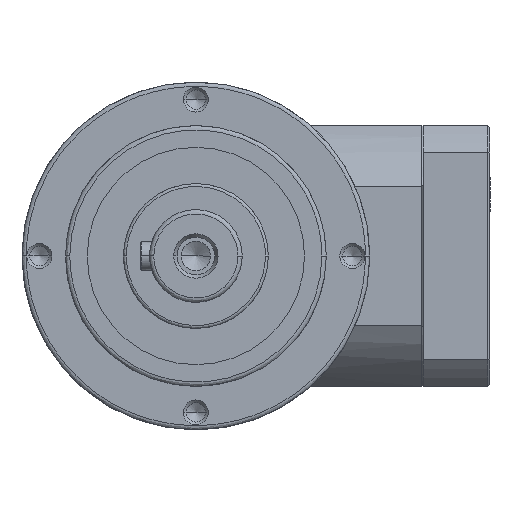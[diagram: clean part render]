
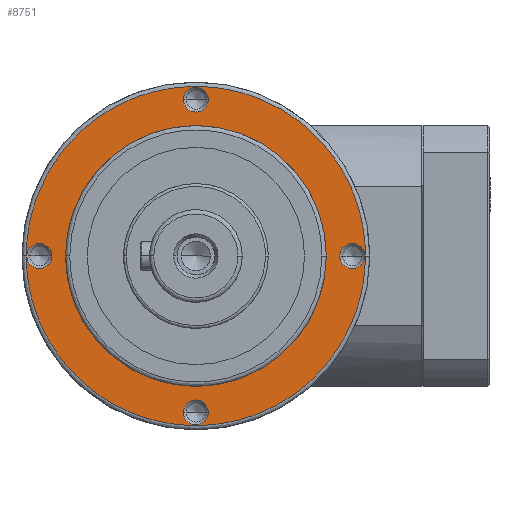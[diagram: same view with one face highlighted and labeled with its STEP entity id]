
A CAD part, left-side view. The second image highlights one B-rep face of the part: STEP entity #8751.
In plain terms, the highlighted face is planar.
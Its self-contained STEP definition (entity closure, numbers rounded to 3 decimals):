
#424 = DIRECTION ( 'NONE',  ( 1., 0., 0. ) ) ;
#1298 = EDGE_CURVE ( 'NONE', #27471, #5406, #15567, .T. ) ;
#1454 = CARTESIAN_POINT ( 'NONE',  ( 45., 0., 64. ) ) ;
#2226 = DIRECTION ( 'NONE',  ( 0., 0., -1. ) ) ;
#2228 = CARTESIAN_POINT ( 'NONE',  ( 4.324, 54., 64. ) ) ;
#2372 = CARTESIAN_POINT ( 'NONE',  ( 58.5, 0., 64. ) ) ;
#2700 = FACE_BOUND ( 'NONE', #27380, .T. ) ;
#2911 = VERTEX_POINT ( 'NONE', #16863 ) ;
#3390 = EDGE_CURVE ( 'NONE', #7844, #20214, #25495, .T. ) ;
#3568 = CARTESIAN_POINT ( 'NONE',  ( -58.324, 0., 64. ) ) ;
#3666 = VERTEX_POINT ( 'NONE', #20776 ) ;
#4605 = DIRECTION ( 'NONE',  ( 0., 0., -1. ) ) ;
#4764 = CARTESIAN_POINT ( 'NONE',  ( 58.5, 0., 64. ) ) ;
#5062 = ORIENTED_EDGE ( 'NONE', *, *, #20964, .T. ) ;
#5184 = AXIS2_PLACEMENT_3D ( 'NONE', #27111, #26737, #26545 ) ;
#5361 = DIRECTION ( 'NONE',  ( 0., 0., -1. ) ) ;
#5406 = VERTEX_POINT ( 'NONE', #11524 ) ;
#6089 = ORIENTED_EDGE ( 'NONE', *, *, #1298, .T. ) ;
#6897 = CARTESIAN_POINT ( 'NONE',  ( 58.5, 0., 64. ) ) ;
#6921 = AXIS2_PLACEMENT_3D ( 'NONE', #20593, #7168, #22738 ) ;
#6948 = VERTEX_POINT ( 'NONE', #1454 ) ;
#7128 = AXIS2_PLACEMENT_3D ( 'NONE', #15577, #2226, #17757 ) ;
#7168 = DIRECTION ( 'NONE',  ( 0., 0., -1. ) ) ;
#7844 = VERTEX_POINT ( 'NONE', #19602 ) ;
#7900 = FACE_BOUND ( 'NONE', #15404, .T. ) ;
#8056 = DIRECTION ( 'NONE',  ( 0., 0., -1. ) ) ;
#8254 = EDGE_LOOP ( 'NONE', ( #13689, #18801 ) ) ;
#8578 = CARTESIAN_POINT ( 'NONE',  ( -58.5, 0., 64. ) ) ;
#8751 = ADVANCED_FACE ( 'NONE', ( #2700, #7900, #19848, #24973, #19100, #13246 ), #9672, .T. ) ;
#8808 = CIRCLE ( 'NONE', #16747, 45. ) ;
#9195 = DIRECTION ( 'NONE',  ( 1., 0., 0. ) ) ;
#9219 = DIRECTION ( 'NONE',  ( 0., 0., -1. ) ) ;
#9223 = DIRECTION ( 'NONE',  ( 0., 0., 1. ) ) ;
#9225 = CARTESIAN_POINT ( 'NONE',  ( 0., 0., 64. ) ) ;
#9672 = PLANE ( 'NONE',  #20889 ) ;
#9988 = EDGE_LOOP ( 'NONE', ( #14072, #25478 ) ) ;
#10779 = CARTESIAN_POINT ( 'NONE',  ( 0., 0., 64. ) ) ;
#10811 = CIRCLE ( 'NONE', #27611, 4.324 ) ;
#11164 = VERTEX_POINT ( 'NONE', #8578 ) ;
#11297 = CARTESIAN_POINT ( 'NONE',  ( -58.5, 117., 64. ) ) ;
#11488 = AXIS2_PLACEMENT_3D ( 'NONE', #27094, #13861, #424 ) ;
#11524 = CARTESIAN_POINT ( 'NONE',  ( -4.324, 54., 64. ) ) ;
#11562 = CARTESIAN_POINT ( 'NONE',  ( -58.5, -117., 64. ) ) ;
#12489 =( BOUNDED_CURVE ( )  B_SPLINE_CURVE ( 3, ( #26814, #11297, #15721, #2372 ),
 .UNSPECIFIED., .F., .F. ) 
 B_SPLINE_CURVE_WITH_KNOTS ( ( 4, 4 ),
 ( 0.5, 1. ),
 .UNSPECIFIED. ) 
 CURVE ( )  GEOMETRIC_REPRESENTATION_ITEM ( )  RATIONAL_B_SPLINE_CURVE ( ( 1., 0.333, 0.333, 1. ) ) 
 REPRESENTATION_ITEM ( '' )  );
#12961 = VERTEX_POINT ( 'NONE', #28315 ) ;
#13055 = DIRECTION ( 'NONE',  ( -1., 0., 0. ) ) ;
#13246 = FACE_BOUND ( 'NONE', #16989, .T. ) ;
#13514 = CIRCLE ( 'NONE', #27099, 45. ) ;
#13689 = ORIENTED_EDGE ( 'NONE', *, *, #28562, .T. ) ;
#13709 = CIRCLE ( 'NONE', #7128, 4.324 ) ;
#13861 = DIRECTION ( 'NONE',  ( 0., 0., -1. ) ) ;
#14072 = ORIENTED_EDGE ( 'NONE', *, *, #22206, .F. ) ;
#14671 = CARTESIAN_POINT ( 'NONE',  ( -4.324, -54., 64. ) ) ;
#14952 = CIRCLE ( 'NONE', #11488, 4.324 ) ;
#15404 = EDGE_LOOP ( 'NONE', ( #26455, #24813 ) ) ;
#15567 = CIRCLE ( 'NONE', #26106, 4.324 ) ;
#15577 = CARTESIAN_POINT ( 'NONE',  ( 54., 0., 64. ) ) ;
#15721 = CARTESIAN_POINT ( 'NONE',  ( 58.5, 117., 64. ) ) ;
#16688 = CIRCLE ( 'NONE', #19083, 4.324 ) ;
#16747 = AXIS2_PLACEMENT_3D ( 'NONE', #17899, #4605, #20238 ) ;
#16863 = CARTESIAN_POINT ( 'NONE',  ( 49.676, 0., 64. ) ) ;
#16989 = EDGE_LOOP ( 'NONE', ( #25674, #20858 ) ) ;
#17757 = DIRECTION ( 'NONE',  ( 1., 0., 0. ) ) ;
#17899 = CARTESIAN_POINT ( 'NONE',  ( 0., 0., 64. ) ) ;
#18696 = CARTESIAN_POINT ( 'NONE',  ( -54., 0., 64. ) ) ;
#18801 = ORIENTED_EDGE ( 'NONE', *, *, #21132, .T. ) ;
#19083 = AXIS2_PLACEMENT_3D ( 'NONE', #22549, #9219, #24775 ) ;
#19100 = FACE_BOUND ( 'NONE', #21439, .T. ) ;
#19602 = CARTESIAN_POINT ( 'NONE',  ( 4.324, -54., 64. ) ) ;
#19848 = FACE_OUTER_BOUND ( 'NONE', #9988, .T. ) ;
#20214 = VERTEX_POINT ( 'NONE', #14671 ) ;
#20224 = EDGE_CURVE ( 'NONE', #20214, #7844, #23464, .T. ) ;
#20238 = DIRECTION ( 'NONE',  ( -1., 0., 0. ) ) ;
#20421 = CARTESIAN_POINT ( 'NONE',  ( 58.5, -117., 64. ) ) ;
#20503 = EDGE_CURVE ( 'NONE', #23702, #11164, #26542, .T. ) ;
#20593 = CARTESIAN_POINT ( 'NONE',  ( 0., 54., 64. ) ) ;
#20776 = CARTESIAN_POINT ( 'NONE',  ( -49.676, 0., 64. ) ) ;
#20858 = ORIENTED_EDGE ( 'NONE', *, *, #20224, .T. ) ;
#20889 = AXIS2_PLACEMENT_3D ( 'NONE', #9225, #9223, #9195 ) ;
#20964 = EDGE_CURVE ( 'NONE', #5406, #27471, #25163, .T. ) ;
#21026 = DIRECTION ( 'NONE',  ( 1., 0., 0. ) ) ;
#21132 = EDGE_CURVE ( 'NONE', #6948, #27226, #8808, .T. ) ;
#21439 = EDGE_LOOP ( 'NONE', ( #6089, #5062 ) ) ;
#21484 = CARTESIAN_POINT ( 'NONE',  ( 0., -54., 64. ) ) ;
#21655 = EDGE_CURVE ( 'NONE', #2911, #12961, #13709, .T. ) ;
#21695 = EDGE_CURVE ( 'NONE', #21930, #3666, #16688, .T. ) ;
#21930 = VERTEX_POINT ( 'NONE', #3568 ) ;
#22206 = EDGE_CURVE ( 'NONE', #11164, #23702, #12489, .T. ) ;
#22549 = CARTESIAN_POINT ( 'NONE',  ( -54., 0., 64. ) ) ;
#22738 = DIRECTION ( 'NONE',  ( 1., 0., 0. ) ) ;
#23464 = CIRCLE ( 'NONE', #27594, 4.324 ) ;
#23644 = DIRECTION ( 'NONE',  ( 1., 0., 0. ) ) ;
#23702 = VERTEX_POINT ( 'NONE', #6897 ) ;
#24775 = DIRECTION ( 'NONE',  ( 1., 0., 0. ) ) ;
#24813 = ORIENTED_EDGE ( 'NONE', *, *, #21655, .T. ) ;
#24973 = FACE_BOUND ( 'NONE', #8254, .T. ) ;
#25163 = CIRCLE ( 'NONE', #6921, 4.324 ) ;
#25478 = ORIENTED_EDGE ( 'NONE', *, *, #20503, .F. ) ;
#25495 = CIRCLE ( 'NONE', #5184, 4.324 ) ;
#25567 = CARTESIAN_POINT ( 'NONE',  ( -45., 0., 64. ) ) ;
#25662 = ORIENTED_EDGE ( 'NONE', *, *, #21695, .T. ) ;
#25674 = ORIENTED_EDGE ( 'NONE', *, *, #3390, .T. ) ;
#25774 = ORIENTED_EDGE ( 'NONE', *, *, #27113, .T. ) ;
#26106 = AXIS2_PLACEMENT_3D ( 'NONE', #27105, #27073, #27040 ) ;
#26292 = DIRECTION ( 'NONE',  ( 0., 0., -1. ) ) ;
#26455 = ORIENTED_EDGE ( 'NONE', *, *, #27853, .T. ) ;
#26542 =( BOUNDED_CURVE ( )  B_SPLINE_CURVE ( 3, ( #4764, #20421, #11562, #27048 ),
 .UNSPECIFIED., .F., .T. ) 
 B_SPLINE_CURVE_WITH_KNOTS ( ( 4, 4 ),
 ( 0., 0.5 ),
 .UNSPECIFIED. ) 
 CURVE ( )  GEOMETRIC_REPRESENTATION_ITEM ( )  RATIONAL_B_SPLINE_CURVE ( ( 1., 0.333, 0.333, 1. ) ) 
 REPRESENTATION_ITEM ( '' )  );
#26545 = DIRECTION ( 'NONE',  ( 1., 0., 0. ) ) ;
#26737 = DIRECTION ( 'NONE',  ( 0., 0., -1. ) ) ;
#26814 = CARTESIAN_POINT ( 'NONE',  ( -58.5, 0., 64. ) ) ;
#27040 = DIRECTION ( 'NONE',  ( 1., 0., 0. ) ) ;
#27048 = CARTESIAN_POINT ( 'NONE',  ( -58.5, 0., 64. ) ) ;
#27073 = DIRECTION ( 'NONE',  ( 0., 0., -1. ) ) ;
#27094 = CARTESIAN_POINT ( 'NONE',  ( 54., 0., 64. ) ) ;
#27099 = AXIS2_PLACEMENT_3D ( 'NONE', #10779, #26292, #13055 ) ;
#27105 = CARTESIAN_POINT ( 'NONE',  ( 0., 54., 64. ) ) ;
#27111 = CARTESIAN_POINT ( 'NONE',  ( 0., -54., 64. ) ) ;
#27113 = EDGE_CURVE ( 'NONE', #3666, #21930, #10811, .T. ) ;
#27226 = VERTEX_POINT ( 'NONE', #25567 ) ;
#27380 = EDGE_LOOP ( 'NONE', ( #25774, #25662 ) ) ;
#27471 = VERTEX_POINT ( 'NONE', #2228 ) ;
#27594 = AXIS2_PLACEMENT_3D ( 'NONE', #21484, #8056, #23644 ) ;
#27611 = AXIS2_PLACEMENT_3D ( 'NONE', #18696, #5361, #21026 ) ;
#27853 = EDGE_CURVE ( 'NONE', #12961, #2911, #14952, .T. ) ;
#28315 = CARTESIAN_POINT ( 'NONE',  ( 58.324, 0., 64. ) ) ;
#28562 = EDGE_CURVE ( 'NONE', #27226, #6948, #13514, .T. ) ;
